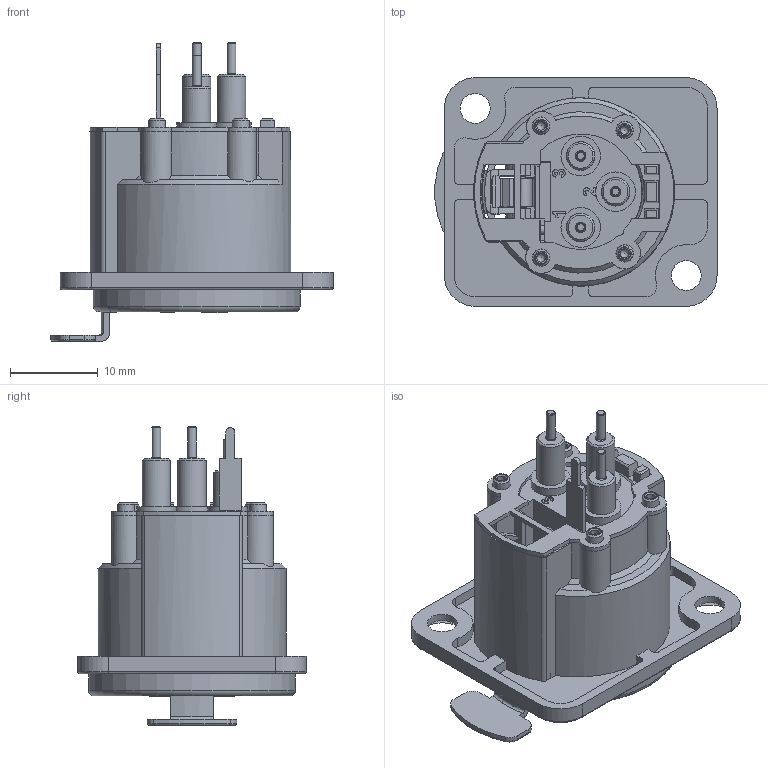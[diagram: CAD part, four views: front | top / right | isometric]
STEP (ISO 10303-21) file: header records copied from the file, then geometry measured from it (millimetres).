
FILE_DESCRIPTION(/* description */ (''),/* implementation_level */ '2;1');
FILE_NAME(/* name */ 'AX3FMDV.stp',/* time_stamp */ '2022-11-02T10:16:55+11:00',/* author */ ('minh'),/* organization */ (''),/* preprocessor_version */ 'ST-DEVELOPER v18.1',/* originating_system */ 'Autodesk Inventor 2022',/* authorisation */ '');
FILE_SCHEMA (('AUTOMOTIVE_DESIGN { 1 0 10303 214 3 1 1 }'));
Length unit declared in the file: inch
Products named in the file (1): AX3FMDV
Bounding box: 32.08 x 26 x 33.95 mm (x, y, z)
Volume: 5963.6 mm3; surface area: 9734.9 mm2
Topology: 1 solids, 8 shells, 1037 faces, 2805 edges, 1827 vertices
Faces by surface type: plane 527, cylinder 213, bspline 176, cone 84, torus 33, sphere 4
Full cylindrical faces by diameter (mm): 1 x7, 1.9 x4, 2 x4, 2.2 x1, 2.6 x3, 2.65 x3, 3.2 x9, 3.25 x4, 3.4 x2, 3.65 x3, 3.75 x3, 4 x3, 4.1 x3, 4.5 x3, 12.93 x1, 13 x1, 23.5 x1
Entity records: 36580 total; most frequent: CARTESIAN_POINT 10345, ORIENTED_EDGE 5590, DIRECTION 4662, EDGE_CURVE 2795, VERTEX_POINT 1827, AXIS2_PLACEMENT_3D 1574, LINE 1514, VECTOR 1514
